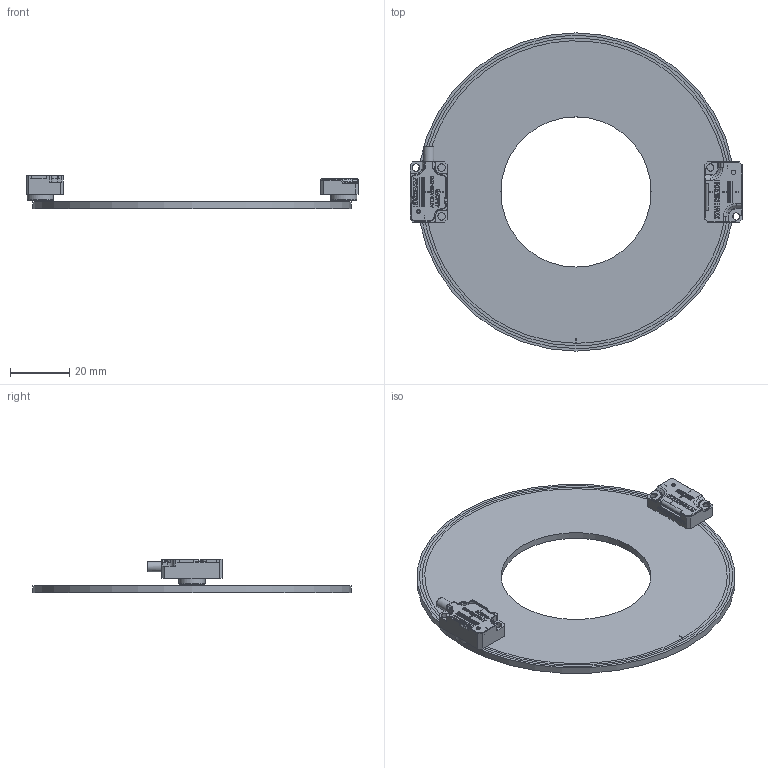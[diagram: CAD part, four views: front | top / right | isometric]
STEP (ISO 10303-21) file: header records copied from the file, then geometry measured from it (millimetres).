
FILE_DESCRIPTION(/* description */ (''),/* implementation_level */ '2;1');
FILE_NAME(/* name */ 'A-9405-9108-01-A_ATOM SPACE MODEL 107.9MM 20UM.stp',/* time_stamp */ '2014-03-14T11:22:29+00:00',/* author */ (''),/* organization */ (''),/* preprocessor_version */ 'ST-DEVELOPER v11',/* originating_system */ 'SIEMENS PLM Software NX 7.5',/* authorisation */ '');
FILE_SCHEMA (('AUTOMOTIVE_DESIGN { 1 0 10303 214 1 1 1 1 }'));
Products named in the file (4): M-9693-2389-02_A; M-9693-2499-02_A; M-9405-7108-01_A; A-9405-9108-01_A
Assembly tree (3 placements, depth 2):
  A-9405-9108-01_A
    M-9405-7108-01_A
    M-9693-2499-02_A
    M-9693-2389-02_A
Bounding box: 112.53 x 107.9 x 11.25 mm (x, y, z)
Volume: 18930.9 mm3; surface area: 18663.4 mm2
Topology: 6 solids, 6 shells, 2093 faces, 5744 edges, 3790 vertices
Faces by surface type: plane 1708, cylinder 245, extrusion 98, bspline 28, torus 8, cone 6
Full cylindrical faces by diameter (mm): 1.5 x1, 2.55 x5, 3.5 x1, 7.5 x2, 8.949 x2, 50.9 x1, 107.9 x1
Entity records: 73608 total; most frequent: CARTESIAN_POINT 18934, ORIENTED_EDGE 11434, DIRECTION 9105, EDGE_CURVE 5717, VECTOR 4021, LINE 3923, VERTEX_POINT 3786, AXIS2_PLACEMENT_3D 2542
